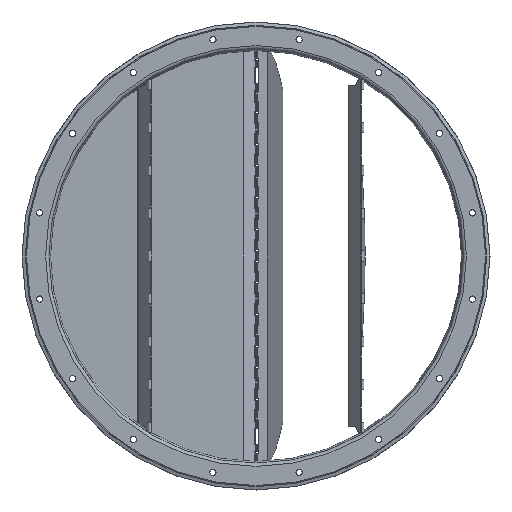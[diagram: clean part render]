
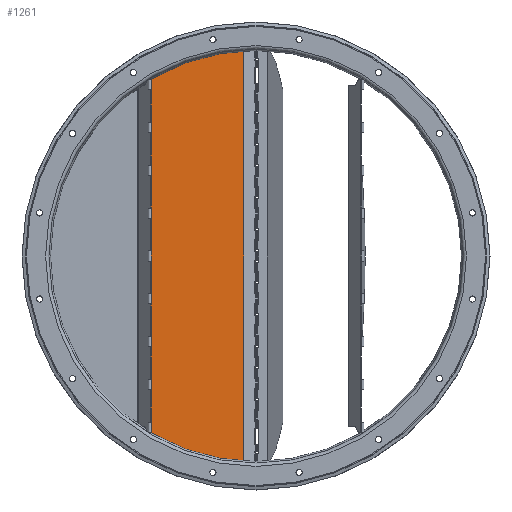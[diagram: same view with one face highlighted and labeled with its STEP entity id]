
A CAD part, front view. The second image highlights one B-rep face of the part: STEP entity #1261.
In plain terms, the highlighted planar face has unit normal (0, -1, 0).
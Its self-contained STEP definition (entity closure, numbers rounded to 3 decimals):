
#834 = EDGE_CURVE ( 'NONE', #8933, #15597, #13279, .T. ) ;
#1261 = ADVANCED_FACE ( 'NONE', ( #3821 ), #5532, .F. ) ;
#1269 = CARTESIAN_POINT ( 'NONE',  ( -215., -0.8, -323.476 ) ) ;
#1773 = CARTESIAN_POINT ( 'NONE',  ( -0.211, -0.8, -401.739 ) ) ;
#1940 = CARTESIAN_POINT ( 'NONE',  ( 0., -0.8, 0. ) ) ;
#2590 = EDGE_CURVE ( 'NONE', #7497, #7344, #6601, .T. ) ;
#3006 = AXIS2_PLACEMENT_3D ( 'NONE', #1940, #3178, #7937 ) ;
#3178 = DIRECTION ( 'NONE',  ( 0., 1., 0. ) ) ;
#3263 = CARTESIAN_POINT ( 'NONE',  ( 24.52, -0.8, 0. ) ) ;
#3622 = DIRECTION ( 'NONE',  ( 0., 0., 1. ) ) ;
#3821 = FACE_OUTER_BOUND ( 'NONE', #13517, .T. ) ;
#4235 = ORIENTED_EDGE ( 'NONE', *, *, #12186, .F. ) ;
#4296 = VECTOR ( 'NONE', #3622, 1000. ) ;
#4536 = EDGE_CURVE ( 'NONE', #7344, #8933, #4672, .T. ) ;
#4672 = LINE ( 'NONE', #13291, #4296 ) ;
#5146 = DIRECTION ( 'NONE',  ( 0., -1., 0. ) ) ;
#5532 = PLANE ( 'NONE',  #3006 ) ;
#5659 = CARTESIAN_POINT ( 'NONE',  ( -215., -0.8, -400.431 ) ) ;
#6478 = CARTESIAN_POINT ( 'NONE',  ( -0.211, -0.8, 401.739 ) ) ;
#6601 = CIRCLE ( 'NONE', #6962, 402.5 ) ;
#6892 = DIRECTION ( 'NONE',  ( 0., 0., 1. ) ) ;
#6945 = ORIENTED_EDGE ( 'NONE', *, *, #834, .T. ) ;
#6962 = AXIS2_PLACEMENT_3D ( 'NONE', #3263, #10622, #11824 ) ;
#6971 = LINE ( 'NONE', #5659, #11135 ) ;
#7344 = VERTEX_POINT ( 'NONE', #1773 ) ;
#7448 = AXIS2_PLACEMENT_3D ( 'NONE', #7814, #5146, #12728 ) ;
#7488 = CARTESIAN_POINT ( 'NONE',  ( -215., -0.8, 323.476 ) ) ;
#7497 = VERTEX_POINT ( 'NONE', #1269 ) ;
#7814 = CARTESIAN_POINT ( 'NONE',  ( 24.52, -0.8, 0. ) ) ;
#7937 = DIRECTION ( 'NONE',  ( 0., 0., 1. ) ) ;
#8933 = VERTEX_POINT ( 'NONE', #6478 ) ;
#10254 = ORIENTED_EDGE ( 'NONE', *, *, #4536, .T. ) ;
#10622 = DIRECTION ( 'NONE',  ( 0., -1., 0. ) ) ;
#11135 = VECTOR ( 'NONE', #6892, 1000. ) ;
#11824 = DIRECTION ( 'NONE',  ( 0., 0., 1. ) ) ;
#12186 = EDGE_CURVE ( 'NONE', #7497, #15597, #6971, .T. ) ;
#12728 = DIRECTION ( 'NONE',  ( 0., 0., 1. ) ) ;
#13155 = ORIENTED_EDGE ( 'NONE', *, *, #2590, .T. ) ;
#13279 = CIRCLE ( 'NONE', #7448, 402.5 ) ;
#13291 = CARTESIAN_POINT ( 'NONE',  ( -0.211, -0.8, -454.5 ) ) ;
#13517 = EDGE_LOOP ( 'NONE', ( #10254, #6945, #4235, #13155 ) ) ;
#15597 = VERTEX_POINT ( 'NONE', #7488 ) ;
